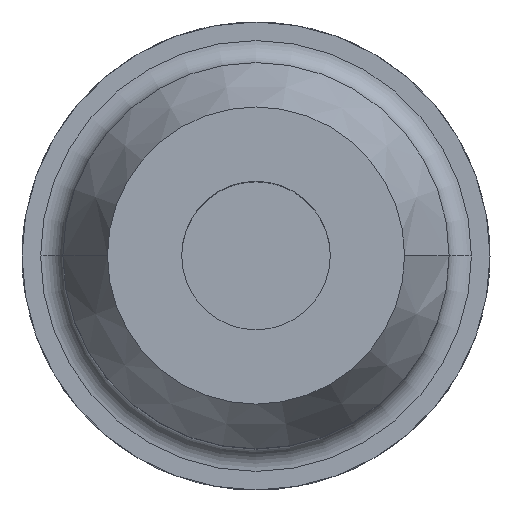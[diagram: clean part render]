
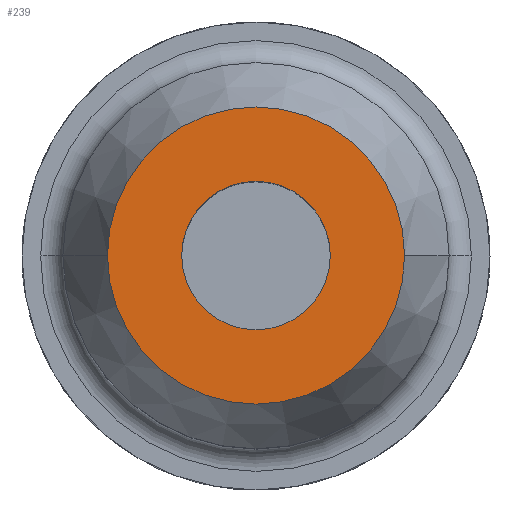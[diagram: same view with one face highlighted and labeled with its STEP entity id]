
A CAD part, top view. The second image highlights one B-rep face of the part: STEP entity #239.
In plain terms, the highlighted planar face has unit normal (0, 0, 1).
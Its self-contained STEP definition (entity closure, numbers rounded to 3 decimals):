
#6 = ORIENTED_EDGE ( 'NONE', *, *, #819, .T. ) ;
#45 = DIRECTION ( 'NONE',  ( -1., 0., 0. ) ) ;
#115 = AXIS2_PLACEMENT_3D ( 'NONE', #521, #1384, #635 ) ;
#134 = FACE_OUTER_BOUND ( 'NONE', #1296, .T. ) ;
#164 = CIRCLE ( 'NONE', #660, 10. ) ;
#175 = DIRECTION ( 'NONE',  ( -1., 0., 0. ) ) ;
#223 = CARTESIAN_POINT ( 'NONE',  ( 0., 0., 63. ) ) ;
#224 = CIRCLE ( 'NONE', #115, 20. ) ;
#236 = AXIS2_PLACEMENT_3D ( 'NONE', #223, #1067, #344 ) ;
#239 = ADVANCED_FACE ( 'NONE', ( #1059, #134 ), #879, .F. ) ;
#248 = VERTEX_POINT ( 'NONE', #1504 ) ;
#258 = ORIENTED_EDGE ( 'NONE', *, *, #1312, .F. ) ;
#276 = CIRCLE ( 'NONE', #979, 20. ) ;
#285 = CARTESIAN_POINT ( 'NONE',  ( -10., 0., 63. ) ) ;
#344 = DIRECTION ( 'NONE',  ( -1., 0., 0. ) ) ;
#365 = ORIENTED_EDGE ( 'NONE', *, *, #1065, .F. ) ;
#466 = ORIENTED_EDGE ( 'NONE', *, *, #650, .T. ) ;
#478 = EDGE_LOOP ( 'NONE', ( #6, #466 ) ) ;
#521 = CARTESIAN_POINT ( 'NONE',  ( 0., 0., 63. ) ) ;
#568 = CARTESIAN_POINT ( 'NONE',  ( 0., 20., 63. ) ) ;
#635 = DIRECTION ( 'NONE',  ( -1., 0., 0. ) ) ;
#650 = EDGE_CURVE ( 'NONE', #1293, #1336, #164, .T. ) ;
#660 = AXIS2_PLACEMENT_3D ( 'NONE', #1283, #781, #1530 ) ;
#717 = AXIS2_PLACEMENT_3D ( 'NONE', #568, #1517, #175 ) ;
#771 = CARTESIAN_POINT ( 'NONE',  ( 0., 0., 63. ) ) ;
#779 = VERTEX_POINT ( 'NONE', #1182 ) ;
#781 = DIRECTION ( 'NONE',  ( 0., 0., -1. ) ) ;
#819 = EDGE_CURVE ( 'NONE', #1336, #1293, #936, .T. ) ;
#879 = PLANE ( 'NONE',  #717 ) ;
#885 = DIRECTION ( 'NONE',  ( 0., 0., -1. ) ) ;
#936 = CIRCLE ( 'NONE', #236, 10. ) ;
#979 = AXIS2_PLACEMENT_3D ( 'NONE', #771, #885, #45 ) ;
#1059 = FACE_BOUND ( 'NONE', #478, .T. ) ;
#1065 = EDGE_CURVE ( 'NONE', #779, #248, #276, .T. ) ;
#1067 = DIRECTION ( 'NONE',  ( 0., 0., -1. ) ) ;
#1182 = CARTESIAN_POINT ( 'NONE',  ( -20., 0., 63. ) ) ;
#1283 = CARTESIAN_POINT ( 'NONE',  ( 0., 0., 63. ) ) ;
#1286 = CARTESIAN_POINT ( 'NONE',  ( 10., 0., 63. ) ) ;
#1293 = VERTEX_POINT ( 'NONE', #1286 ) ;
#1296 = EDGE_LOOP ( 'NONE', ( #365, #258 ) ) ;
#1312 = EDGE_CURVE ( 'NONE', #248, #779, #224, .T. ) ;
#1336 = VERTEX_POINT ( 'NONE', #285 ) ;
#1384 = DIRECTION ( 'NONE',  ( 0., 0., -1. ) ) ;
#1504 = CARTESIAN_POINT ( 'NONE',  ( 20., 0., 63. ) ) ;
#1517 = DIRECTION ( 'NONE',  ( 0., 0., -1. ) ) ;
#1530 = DIRECTION ( 'NONE',  ( -1., 0., 0. ) ) ;
